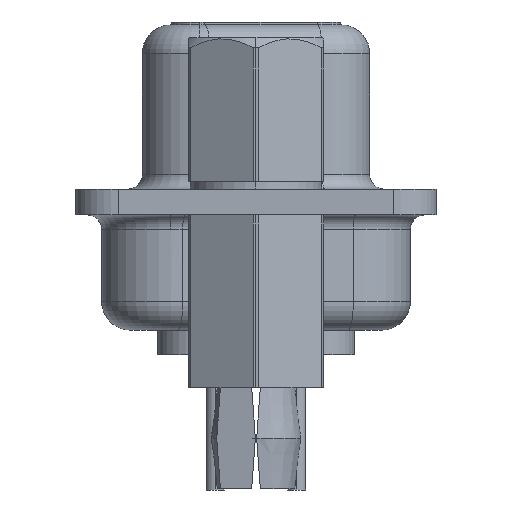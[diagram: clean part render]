
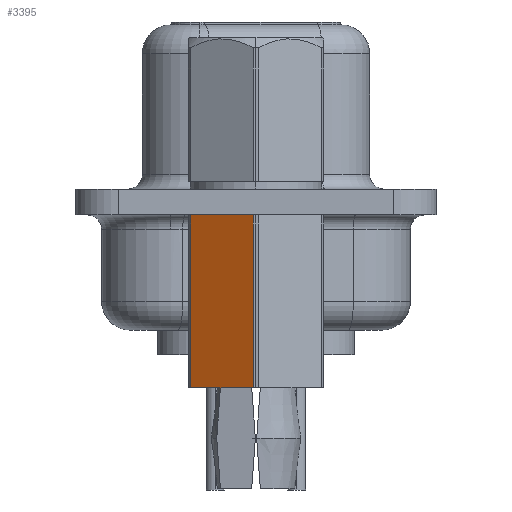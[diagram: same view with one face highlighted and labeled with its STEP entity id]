
A CAD part, left-side view. The second image highlights one B-rep face of the part: STEP entity #3395.
In plain terms, the highlighted planar face has unit normal (-0.866, 0.5, 0).
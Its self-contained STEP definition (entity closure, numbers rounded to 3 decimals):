
#1130 = EDGE_CURVE ( 'NONE', #4729, #4754, #9427, .T. ) ;
#1189 = EDGE_CURVE ( 'NONE', #4798, #4729, #9508, .T. ) ;
#1791 = EDGE_CURVE ( 'NONE', #4854, #4754, #11196, .T. ) ;
#1795 = EDGE_CURVE ( 'NONE', #4854, #4798, #11201, .T. ) ;
#2749 = EDGE_LOOP ( 'NONE', ( #3230, #3231, #3232, #3233 ) ) ;
#3230 = ORIENTED_EDGE ( 'NONE', *, *, #1795, .T. ) ;
#3231 = ORIENTED_EDGE ( 'NONE', *, *, #1189, .T. ) ;
#3232 = ORIENTED_EDGE ( 'NONE', *, *, #1130, .T. ) ;
#3233 = ORIENTED_EDGE ( 'NONE', *, *, #1791, .F. ) ;
#3395 = ADVANCED_FACE ( 'NONE', ( #14049 ), #13190, .F. ) ;
#4729 = VERTEX_POINT ( 'NONE', #15728 ) ;
#4754 = VERTEX_POINT ( 'NONE', #15753 ) ;
#4798 = VERTEX_POINT ( 'NONE', #15797 ) ;
#4854 = VERTEX_POINT ( 'NONE', #15853 ) ;
#9427 = LINE ( 'NONE', #10206, #9431 ) ;
#9431 = VECTOR ( 'NONE', #10205, 1000. ) ;
#9508 = LINE ( 'NONE', #10364, #9511 ) ;
#9511 = VECTOR ( 'NONE', #10365, 1000. ) ;
#10205 = DIRECTION ( 'NONE',  ( 0.5, 0.866, 0. ) ) ;
#10206 = CARTESIAN_POINT ( 'NONE',  ( -30.318, -7.054, -0.9 ) ) ;
#10364 = CARTESIAN_POINT ( 'NONE',  ( -26.194, 0.089, -9.438 ) ) ;
#10365 = DIRECTION ( 'NONE',  ( 0., 0., 1. ) ) ;
#11196 = LINE ( 'NONE', #11668, #11198 ) ;
#11198 = VECTOR ( 'NONE', #11801, 1000. ) ;
#11201 = LINE ( 'NONE', #11805, #11206 ) ;
#11206 = VECTOR ( 'NONE', #11816, 1000. ) ;
#11668 = CARTESIAN_POINT ( 'NONE',  ( -24.934, 2.271, -9.438 ) ) ;
#11801 = DIRECTION ( 'NONE',  ( 0., 0., 1. ) ) ;
#11805 = CARTESIAN_POINT ( 'NONE',  ( -30.318, -7.054, -6.9 ) ) ;
#11816 = DIRECTION ( 'NONE',  ( -0.5, -0.866, 0. ) ) ;
#12219 = AXIS2_PLACEMENT_3D ( 'NONE', #13192, #13197, #13198 ) ;
#13190 = PLANE ( 'NONE',  #12219 ) ;
#13192 = CARTESIAN_POINT ( 'NONE',  ( -30.318, -7.054, -9.438 ) ) ;
#13197 = DIRECTION ( 'NONE',  ( 0.866, -0.5, 0. ) ) ;
#13198 = DIRECTION ( 'NONE',  ( 0.5, 0.866, 0. ) ) ;
#14049 = FACE_OUTER_BOUND ( 'NONE', #2749, .T. ) ;
#15728 = CARTESIAN_POINT ( 'NONE',  ( -26.194, 0.089, -0.9 ) ) ;
#15753 = CARTESIAN_POINT ( 'NONE',  ( -24.934, 2.271, -0.9 ) ) ;
#15797 = CARTESIAN_POINT ( 'NONE',  ( -26.194, 0.089, -6.9 ) ) ;
#15853 = CARTESIAN_POINT ( 'NONE',  ( -24.934, 2.271, -6.9 ) ) ;
